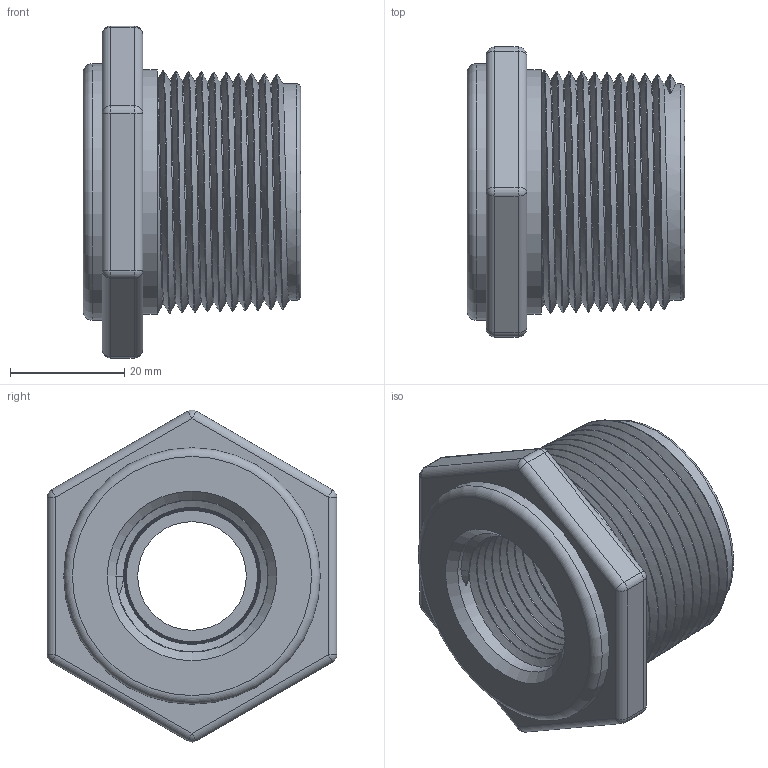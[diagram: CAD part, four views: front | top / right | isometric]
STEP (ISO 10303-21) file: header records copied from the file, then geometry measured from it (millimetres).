
FILE_DESCRIPTION(/* description */ ('1 1/4" MNPT X 3/4" FNPT REDUCER BUSHING'),/* implementation_level */ '2;1');
FILE_NAME(/* name */ 'RB125-075.stp',/* time_stamp */ '2013-11-06T12:00:49-05:00',/* author */ ('DTruax'),/* organization */ (''),/* preprocessor_version */ 'ST-DEVELOPER v15.2',/* originating_system */ 'Autodesk Inventor 2014',/* authorisation */ '');
FILE_SCHEMA (('AUTOMOTIVE_DESIGN { 1 0 10303 214 3 1 1 }'));
Length unit declared in the file: inch
Products named in the file (1): RB125-075
Bounding box: 38.1 x 50.8 x 58.19 mm (x, y, z)
Volume: 40954.9 mm3; surface area: 14562.7 mm2
Topology: 1 solids, 1 shells, 82 faces, 181 edges, 105 vertices
Faces by surface type: cone 27, cylinder 23, plane 12, sphere 12, bspline 6, torus 2
Full cylindrical faces by diameter (mm): 19.05 x1, 42.926 x1, 44.958 x1
Entity records: 6266 total; most frequent: CARTESIAN_POINT 5022, DIRECTION 262, ORIENTED_EDGE 230, EDGE_CURVE 115, AXIS2_PLACEMENT_3D 110, EDGE_LOOP 76, VERTEX_POINT 67, ADVANCED_FACE 62
